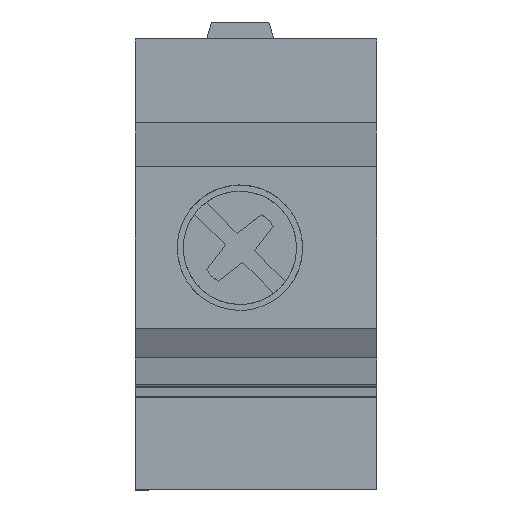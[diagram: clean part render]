
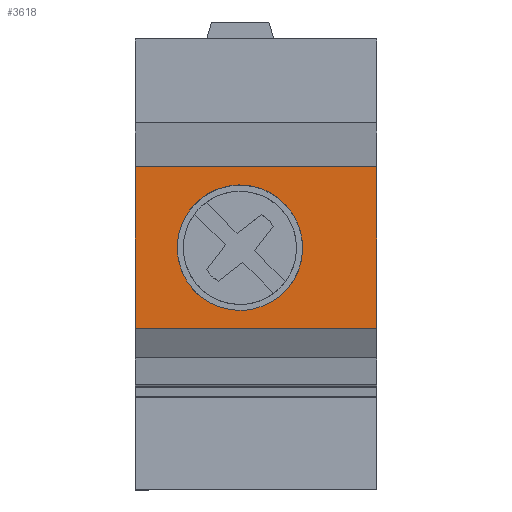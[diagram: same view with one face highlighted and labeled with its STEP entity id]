
A CAD part, top view. The second image highlights one B-rep face of the part: STEP entity #3618.
In plain terms, the highlighted planar face has unit normal (0, 0, 1).
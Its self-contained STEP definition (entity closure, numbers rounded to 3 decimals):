
#3545=AXIS2_PLACEMENT_3D('Plane Axis2P3D',#3542,#3543,#3544) ;
#2737=CARTESIAN_POINT('Vertex',(0.,9.989,41.45)) ;
#2740=CARTESIAN_POINT('Line Origine',(0.,15.009,41.45)) ;
#2744=CARTESIAN_POINT('Vertex',(0.,20.029,41.45)) ;
#2876=CARTESIAN_POINT('Vertex',(15.,20.029,41.45)) ;
#2879=CARTESIAN_POINT('Line Origine',(15.,15.009,41.45)) ;
#2883=CARTESIAN_POINT('Vertex',(15.,9.989,41.45)) ;
#3529=CARTESIAN_POINT('Line Origine',(7.5,9.989,41.45)) ;
#3542=CARTESIAN_POINT('Axis2P3D Location',(-15.,9.953,41.45)) ;
#3547=CARTESIAN_POINT('Line Origine',(7.5,20.029,41.45)) ;
#3559=CARTESIAN_POINT('Control Point',(6.5,18.9,41.45)) ;
#3560=CARTESIAN_POINT('Control Point',(6.887,18.9,41.45)) ;
#3561=CARTESIAN_POINT('Control Point',(7.274,18.852,41.45)) ;
#3562=CARTESIAN_POINT('Control Point',(7.653,18.756,41.45)) ;
#3563=CARTESIAN_POINT('Control Point',(8.379,18.472,41.45)) ;
#3564=CARTESIAN_POINT('Control Point',(9.014,18.02,41.45)) ;
#3565=CARTESIAN_POINT('Control Point',(9.302,17.755,41.45)) ;
#3566=CARTESIAN_POINT('Control Point',(9.805,17.159,41.45)) ;
#3567=CARTESIAN_POINT('Control Point',(10.148,16.459,41.45)) ;
#3568=CARTESIAN_POINT('Control Point',(10.275,16.089,41.45)) ;
#3569=CARTESIAN_POINT('Control Point',(10.435,15.325,41.45)) ;
#3570=CARTESIAN_POINT('Control Point',(10.403,14.546,41.45)) ;
#3571=CARTESIAN_POINT('Control Point',(10.338,14.161,41.45)) ;
#3572=CARTESIAN_POINT('Control Point',(10.115,13.413,41.45)) ;
#3573=CARTESIAN_POINT('Control Point',(9.716,12.743,41.45)) ;
#3574=CARTESIAN_POINT('Control Point',(9.476,12.435,41.45)) ;
#3575=CARTESIAN_POINT('Control Point',(8.924,11.884,41.45)) ;
#3576=CARTESIAN_POINT('Control Point',(8.254,11.485,41.45)) ;
#3577=CARTESIAN_POINT('Control Point',(7.895,11.328,41.45)) ;
#3578=CARTESIAN_POINT('Control Point',(7.398,11.18,41.45)) ;
#3579=CARTESIAN_POINT('Control Point',(6.886,11.116,41.45)) ;
#3580=CARTESIAN_POINT('Control Point',(6.757,11.106,41.45)) ;
#3581=CARTESIAN_POINT('Control Point',(6.628,11.1,41.45)) ;
#3582=CARTESIAN_POINT('Control Point',(6.5,11.1,41.45)) ;
#3583=CARTESIAN_POINT('Vertex',(6.5,11.1,41.45)) ;
#3585=CARTESIAN_POINT('Vertex',(6.5,18.9,41.45)) ;
#3589=CARTESIAN_POINT('Control Point',(6.5,11.1,41.45)) ;
#3590=CARTESIAN_POINT('Control Point',(6.113,11.1,41.45)) ;
#3591=CARTESIAN_POINT('Control Point',(5.726,11.148,41.45)) ;
#3592=CARTESIAN_POINT('Control Point',(5.347,11.244,41.45)) ;
#3593=CARTESIAN_POINT('Control Point',(4.621,11.528,41.45)) ;
#3594=CARTESIAN_POINT('Control Point',(3.986,11.981,41.45)) ;
#3595=CARTESIAN_POINT('Control Point',(3.698,12.246,41.45)) ;
#3596=CARTESIAN_POINT('Control Point',(3.195,12.842,41.45)) ;
#3597=CARTESIAN_POINT('Control Point',(2.852,13.542,41.45)) ;
#3598=CARTESIAN_POINT('Control Point',(2.725,13.912,41.45)) ;
#3599=CARTESIAN_POINT('Control Point',(2.565,14.675,41.45)) ;
#3600=CARTESIAN_POINT('Control Point',(2.597,15.455,41.45)) ;
#3601=CARTESIAN_POINT('Control Point',(2.662,15.84,41.45)) ;
#3602=CARTESIAN_POINT('Control Point',(2.885,16.588,41.45)) ;
#3603=CARTESIAN_POINT('Control Point',(3.284,17.258,41.45)) ;
#3604=CARTESIAN_POINT('Control Point',(3.524,17.566,41.45)) ;
#3605=CARTESIAN_POINT('Control Point',(4.076,18.117,41.45)) ;
#3606=CARTESIAN_POINT('Control Point',(4.746,18.516,41.45)) ;
#3607=CARTESIAN_POINT('Control Point',(5.105,18.673,41.45)) ;
#3608=CARTESIAN_POINT('Control Point',(5.602,18.821,41.45)) ;
#3609=CARTESIAN_POINT('Control Point',(6.114,18.885,41.45)) ;
#3610=CARTESIAN_POINT('Control Point',(6.243,18.895,41.45)) ;
#3611=CARTESIAN_POINT('Control Point',(6.372,18.9,41.45)) ;
#3612=CARTESIAN_POINT('Control Point',(6.5,18.9,41.45)) ;
#2741=DIRECTION('Vector Direction',(0.,1.,0.)) ;
#2880=DIRECTION('Vector Direction',(0.,1.,0.)) ;
#3530=DIRECTION('Vector Direction',(1.,0.,0.)) ;
#3543=DIRECTION('Axis2P3D Direction',(0.,0.,-1.)) ;
#3544=DIRECTION('Axis2P3D XDirection',(0.,1.,0.)) ;
#3548=DIRECTION('Vector Direction',(1.,0.,0.)) ;
#2742=VECTOR('Line Direction',#2741,1.) ;
#2881=VECTOR('Line Direction',#2880,1.) ;
#3531=VECTOR('Line Direction',#3530,1.) ;
#3549=VECTOR('Line Direction',#3548,1.) ;
#3553=ORIENTED_EDGE('',*,*,#2885,.T.) ;
#3554=ORIENTED_EDGE('',*,*,#3551,.F.) ;
#3555=ORIENTED_EDGE('',*,*,#2746,.F.) ;
#3556=ORIENTED_EDGE('',*,*,#3533,.T.) ;
#3615=ORIENTED_EDGE('',*,*,#3587,.F.) ;
#3616=ORIENTED_EDGE('',*,*,#3613,.F.) ;
#3617=FACE_BOUND('',#3614,.T.) ;
#3618=ADVANCED_FACE('HOUSING',(#3557,#3617),#3546,.F.) ;
#3558=B_SPLINE_CURVE_WITH_KNOTS('',5,(#3559,#3560,#3561,#3562,#3563,#3564,#3565,#3566,#3567,#3568,#3569,#3570,#3571,#3572,#3573,#3574,#3575,#3576,#3577,#3578,#3579,#3580,#3581,#3582),.UNSPECIFIED.,.F.,.U.,(6,3,3,3,3,3,3,6),(0.,2.743,5.486,8.229,10.972,13.715,16.458,17.369),.UNSPECIFIED.) ;
#3588=B_SPLINE_CURVE_WITH_KNOTS('',5,(#3589,#3590,#3591,#3592,#3593,#3594,#3595,#3596,#3597,#3598,#3599,#3600,#3601,#3602,#3603,#3604,#3605,#3606,#3607,#3608,#3609,#3610,#3611,#3612),.UNSPECIFIED.,.F.,.U.,(6,3,3,3,3,3,3,6),(0.,2.743,5.486,8.229,10.972,13.715,16.458,17.369),.UNSPECIFIED.) ;
#2746=EDGE_CURVE('',#2738,#2745,#2743,.T.) ;
#2885=EDGE_CURVE('',#2884,#2877,#2882,.T.) ;
#3533=EDGE_CURVE('',#2738,#2884,#3532,.T.) ;
#3551=EDGE_CURVE('',#2745,#2877,#3550,.T.) ;
#3587=EDGE_CURVE('',#3584,#3586,#3558,.F.) ;
#3613=EDGE_CURVE('',#3586,#3584,#3588,.F.) ;
#3552=EDGE_LOOP('',(#3553,#3554,#3555,#3556)) ;
#3614=EDGE_LOOP('',(#3615,#3616)) ;
#3557=FACE_OUTER_BOUND('',#3552,.T.) ;
#2743=LINE('Line',#2740,#2742) ;
#2882=LINE('Line',#2879,#2881) ;
#3532=LINE('Line',#3529,#3531) ;
#3550=LINE('Line',#3547,#3549) ;
#3546=PLANE('',#3545) ;
#2738=VERTEX_POINT('',#2737) ;
#2745=VERTEX_POINT('',#2744) ;
#2877=VERTEX_POINT('',#2876) ;
#2884=VERTEX_POINT('',#2883) ;
#3584=VERTEX_POINT('',#3583) ;
#3586=VERTEX_POINT('',#3585) ;
